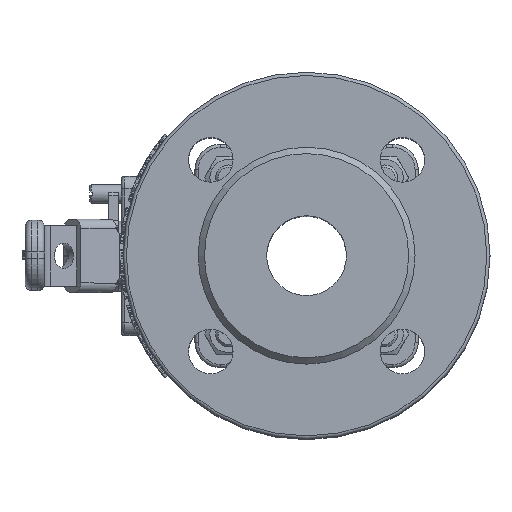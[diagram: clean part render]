
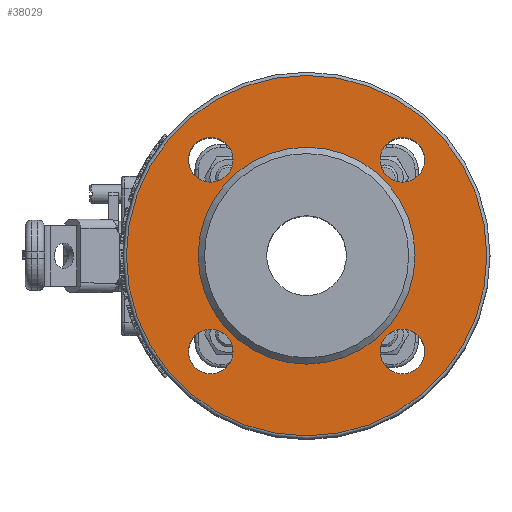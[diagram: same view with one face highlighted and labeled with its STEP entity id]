
A CAD part, top view. The second image highlights one B-rep face of the part: STEP entity #38029.
In plain terms, the highlighted planar face has unit normal (0, 0, 1).
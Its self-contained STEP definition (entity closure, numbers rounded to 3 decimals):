
#8412=PLANE('',#40526);
#9029=FACE_BOUND('',#12323,.T.);
#9030=FACE_BOUND('',#12324,.T.);
#9031=FACE_BOUND('',#12325,.T.);
#9032=FACE_BOUND('',#12326,.T.);
#9033=FACE_BOUND('',#12327,.T.);
#10096=FACE_OUTER_BOUND('',#12322,.T.);
#12322=EDGE_LOOP('',(#28490));
#12323=EDGE_LOOP('',(#28491));
#12324=EDGE_LOOP('',(#28492));
#12325=EDGE_LOOP('',(#28493));
#12326=EDGE_LOOP('',(#28494));
#12327=EDGE_LOOP('',(#28495));
#14261=CIRCLE('',#40504,7.);
#14263=CIRCLE('',#40507,7.);
#14265=CIRCLE('',#40510,7.);
#14267=CIRCLE('',#40513,7.);
#14274=CIRCLE('',#40527,56.5);
#14275=CIRCLE('',#40528,34.);
#16295=VERTEX_POINT('',#66238);
#16297=VERTEX_POINT('',#66243);
#16299=VERTEX_POINT('',#66248);
#16301=VERTEX_POINT('',#66253);
#16312=VERTEX_POINT('',#66282);
#16313=VERTEX_POINT('',#66284);
#20718=EDGE_CURVE('',#16295,#16295,#14261,.T.);
#20720=EDGE_CURVE('',#16297,#16297,#14263,.T.);
#20722=EDGE_CURVE('',#16299,#16299,#14265,.T.);
#20724=EDGE_CURVE('',#16301,#16301,#14267,.T.);
#20735=EDGE_CURVE('',#16312,#16312,#14274,.T.);
#20736=EDGE_CURVE('',#16313,#16313,#14275,.T.);
#28490=ORIENTED_EDGE('',*,*,#20735,.F.);
#28491=ORIENTED_EDGE('',*,*,#20736,.T.);
#28492=ORIENTED_EDGE('',*,*,#20724,.T.);
#28493=ORIENTED_EDGE('',*,*,#20722,.T.);
#28494=ORIENTED_EDGE('',*,*,#20720,.T.);
#28495=ORIENTED_EDGE('',*,*,#20718,.T.);
#38029=ADVANCED_FACE('',(#10096,#9029,#9030,#9031,#9032,#9033),#8412,.F.);
#40504=AXIS2_PLACEMENT_3D('',#66239,#45306,#45307);
#40507=AXIS2_PLACEMENT_3D('',#66244,#45312,#45313);
#40510=AXIS2_PLACEMENT_3D('',#66249,#45318,#45319);
#40513=AXIS2_PLACEMENT_3D('',#66254,#45324,#45325);
#40526=AXIS2_PLACEMENT_3D('',#66281,#45354,#45355);
#40527=AXIS2_PLACEMENT_3D('',#66283,#45356,#45357);
#40528=AXIS2_PLACEMENT_3D('',#66285,#45358,#45359);
#45306=DIRECTION('center_axis',(0.,0.,-1.));
#45307=DIRECTION('ref_axis',(-1.,0.,0.));
#45312=DIRECTION('center_axis',(0.,0.,-1.));
#45313=DIRECTION('ref_axis',(-1.,0.,0.));
#45318=DIRECTION('center_axis',(0.,0.,-1.));
#45319=DIRECTION('ref_axis',(-1.,0.,0.));
#45324=DIRECTION('center_axis',(0.,0.,-1.));
#45325=DIRECTION('ref_axis',(-1.,0.,0.));
#45354=DIRECTION('center_axis',(0.,0.,-1.));
#45355=DIRECTION('ref_axis',(1.,0.,0.));
#45356=DIRECTION('center_axis',(0.,0.,-1.));
#45357=DIRECTION('ref_axis',(-1.,0.,0.));
#45358=DIRECTION('center_axis',(0.,0.,-1.));
#45359=DIRECTION('ref_axis',(-1.,0.,0.));
#66238=CARTESIAN_POINT('',(37.052,-30.052,123.));
#66239=CARTESIAN_POINT('Origin',(30.052,-30.052,123.));
#66243=CARTESIAN_POINT('',(-23.052,-30.052,123.));
#66244=CARTESIAN_POINT('Origin',(-30.052,-30.052,123.));
#66248=CARTESIAN_POINT('',(-23.052,30.052,123.));
#66249=CARTESIAN_POINT('Origin',(-30.052,30.052,123.));
#66253=CARTESIAN_POINT('',(37.052,30.052,123.));
#66254=CARTESIAN_POINT('Origin',(30.052,30.052,123.));
#66281=CARTESIAN_POINT('Origin',(0.,0.,123.));
#66282=CARTESIAN_POINT('',(56.5,0.,123.));
#66283=CARTESIAN_POINT('Origin',(0.,0.,123.));
#66284=CARTESIAN_POINT('',(34.,0.,123.));
#66285=CARTESIAN_POINT('Origin',(0.,0.,123.));
